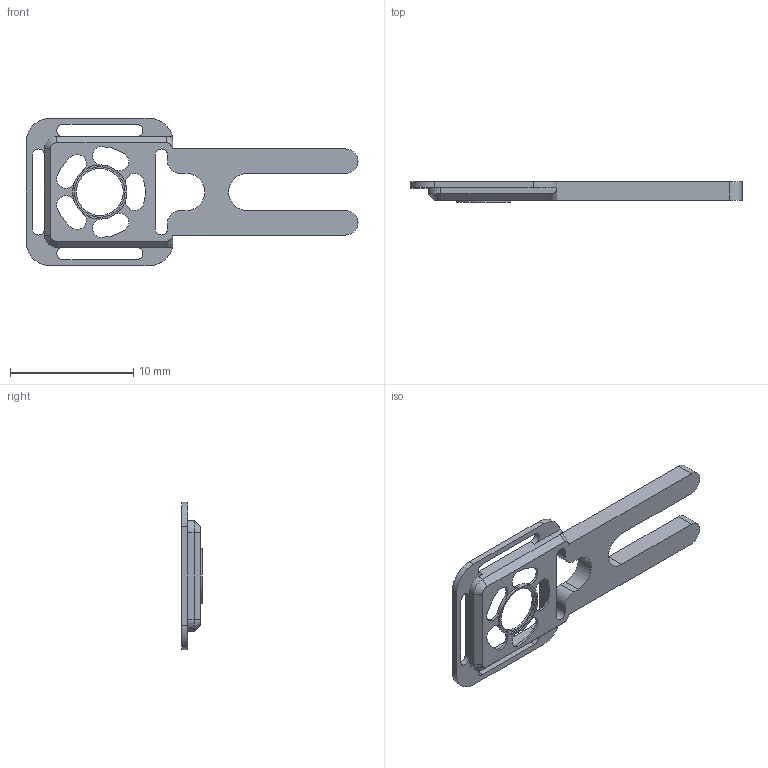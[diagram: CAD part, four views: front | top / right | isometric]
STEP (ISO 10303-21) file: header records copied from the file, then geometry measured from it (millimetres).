
FILE_DESCRIPTION(/* description */ (''),/* implementation_level */ '2;1');
FILE_NAME(/* name */ 'HeadBar_RSC_4mm_Jisoo v2.step',/* time_stamp */ '2022-04-01T11:23:35+02:00',/* author */ (''),/* organization */ (''),/* preprocessor_version */ 'ST-DEVELOPER v18.1',/* originating_system */ 'Autodesk Translation Framework v10.14.0.1471',/* authorisation */ '');
FILE_SCHEMA (('AUTOMOTIVE_DESIGN { 1 0 10303 214 3 1 1 }'));
Length unit declared in the file: millimetre
Products named in the file (1): HeadBar_RSC_4mm_Jisoo
Bounding box: 26.99 x 1.67 x 12 mm (x, y, z)
Volume: 148.6 mm3; surface area: 520.2 mm2
Topology: 1 solids, 1 shells, 81 faces, 244 edges, 158 vertices
Faces by surface type: cylinder 44, plane 33, bspline 2, cone 2
Full cylindrical faces by diameter (mm): 3.8 x1, 4.1 x1, 4.4 x1
Entity records: 2843 total; most frequent: DIRECTION 508, CARTESIAN_POINT 498, ORIENTED_EDGE 484, EDGE_CURVE 242, AXIS2_PLACEMENT_3D 186, VERTEX_POINT 158, LINE 136, VECTOR 136
